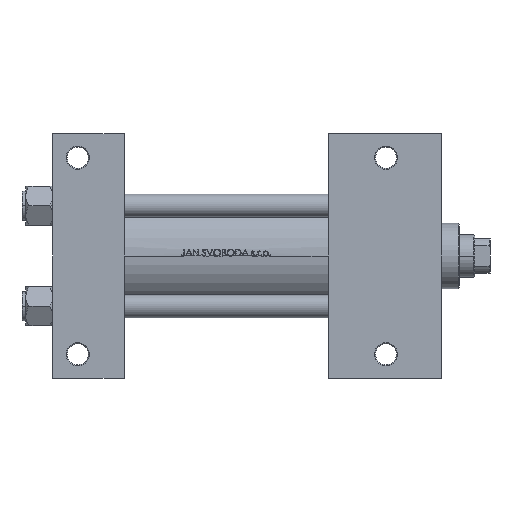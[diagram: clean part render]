
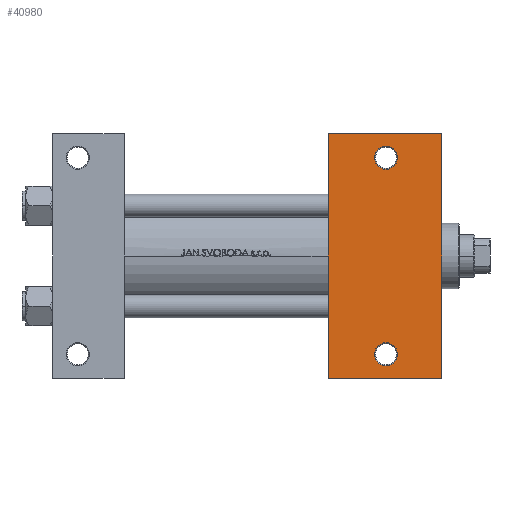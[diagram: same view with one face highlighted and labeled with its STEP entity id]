
A CAD part, front view. The second image highlights one B-rep face of the part: STEP entity #40980.
In plain terms, the highlighted face is planar.
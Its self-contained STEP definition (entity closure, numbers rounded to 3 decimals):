
#771 = ORIENTED_EDGE ( 'NONE', *, *, #45035, .T. ) ;
#788 = VERTEX_POINT ( 'NONE', #27356 ) ;
#1247 = DIRECTION ( 'NONE',  ( 0., 0., 1. ) ) ;
#1396 = DIRECTION ( 'NONE',  ( 0., 0., 1. ) ) ;
#1534 = CIRCLE ( 'NONE', #43680, 5.999 ) ;
#2204 = ORIENTED_EDGE ( 'NONE', *, *, #30127, .T. ) ;
#2360 = EDGE_LOOP ( 'NONE', ( #46084, #2204 ) ) ;
#3083 = CARTESIAN_POINT ( 'NONE',  ( 167., -51., -37.5 ) ) ;
#3662 = VERTEX_POINT ( 'NONE', #23025 ) ;
#5845 = EDGE_CURVE ( 'NONE', #788, #41488, #10371, .T. ) ;
#5888 = VERTEX_POINT ( 'NONE', #14362 ) ;
#6871 = DIRECTION ( 'NONE',  ( -1., 0., 0. ) ) ;
#8362 = AXIS2_PLACEMENT_3D ( 'NONE', #14121, #45241, #6871 ) ;
#8918 = EDGE_CURVE ( 'NONE', #29908, #41488, #12621, .T. ) ;
#9624 = DIRECTION ( 'NONE',  ( -1., 0., 0. ) ) ;
#10154 = CARTESIAN_POINT ( 'NONE',  ( 173., 51., -37.5 ) ) ;
#10371 = LINE ( 'NONE', #30293, #27104 ) ;
#10955 = CARTESIAN_POINT ( 'NONE',  ( 178.999, -51., -37.5 ) ) ;
#12621 = LINE ( 'NONE', #46012, #31166 ) ;
#13658 = VERTEX_POINT ( 'NONE', #3083 ) ;
#14121 = CARTESIAN_POINT ( 'NONE',  ( 173., -51., -37.5 ) ) ;
#14362 = CARTESIAN_POINT ( 'NONE',  ( 202., 63.5, -37.5 ) ) ;
#15103 = DIRECTION ( 'NONE',  ( -1., 0., 0. ) ) ;
#15511 = LINE ( 'NONE', #23714, #16721 ) ;
#16721 = VECTOR ( 'NONE', #22991, 1000. ) ;
#16729 = CARTESIAN_POINT ( 'NONE',  ( 178.999, 51., -37.5 ) ) ;
#17700 = ORIENTED_EDGE ( 'NONE', *, *, #8918, .T. ) ;
#17773 = CARTESIAN_POINT ( 'NONE',  ( 202., 37.5, -37.5 ) ) ;
#18329 = FACE_OUTER_BOUND ( 'NONE', #39680, .T. ) ;
#18585 = FACE_BOUND ( 'NONE', #2360, .T. ) ;
#19169 = ORIENTED_EDGE ( 'NONE', *, *, #5845, .F. ) ;
#19613 = DIRECTION ( 'NONE',  ( -1., 0., 0. ) ) ;
#19928 = EDGE_CURVE ( 'NONE', #28075, #13658, #47307, .T. ) ;
#21329 = AXIS2_PLACEMENT_3D ( 'NONE', #39499, #1396, #9624 ) ;
#21542 = EDGE_LOOP ( 'NONE', ( #23904, #47072 ) ) ;
#22588 = FACE_BOUND ( 'NONE', #21542, .T. ) ;
#22991 = DIRECTION ( 'NONE',  ( 1., 0., 0. ) ) ;
#23025 = CARTESIAN_POINT ( 'NONE',  ( 167., 51., -37.5 ) ) ;
#23219 = CARTESIAN_POINT ( 'NONE',  ( 173., 51., -37.5 ) ) ;
#23714 = CARTESIAN_POINT ( 'NONE',  ( 143., 63.5, -37.5 ) ) ;
#23904 = ORIENTED_EDGE ( 'NONE', *, *, #26550, .T. ) ;
#24194 = DIRECTION ( 'NONE',  ( -1., 0., 0. ) ) ;
#24986 = CARTESIAN_POINT ( 'NONE',  ( 202., -63.5, -37.5 ) ) ;
#25368 = DIRECTION ( 'NONE',  ( 0., 0., 1. ) ) ;
#25467 = AXIS2_PLACEMENT_3D ( 'NONE', #30028, #33511, #15103 ) ;
#26550 = EDGE_CURVE ( 'NONE', #13658, #28075, #28457, .T. ) ;
#27104 = VECTOR ( 'NONE', #37010, 1000. ) ;
#27356 = CARTESIAN_POINT ( 'NONE',  ( 143., 63.5, -37.5 ) ) ;
#28075 = VERTEX_POINT ( 'NONE', #10955 ) ;
#28457 = CIRCLE ( 'NONE', #21329, 5.999 ) ;
#29222 = DIRECTION ( 'NONE',  ( 0., -1., 0. ) ) ;
#29908 = VERTEX_POINT ( 'NONE', #24986 ) ;
#30028 = CARTESIAN_POINT ( 'NONE',  ( 202., 37.5, -37.5 ) ) ;
#30095 = CARTESIAN_POINT ( 'NONE',  ( 143., -63.5, -37.5 ) ) ;
#30127 = EDGE_CURVE ( 'NONE', #39446, #3662, #1534, .T. ) ;
#30293 = CARTESIAN_POINT ( 'NONE',  ( 143., 37.5, -37.5 ) ) ;
#31166 = VECTOR ( 'NONE', #19613, 1000. ) ;
#32362 = EDGE_CURVE ( 'NONE', #3662, #39446, #46016, .T. ) ;
#33511 = DIRECTION ( 'NONE',  ( 0., 0., -1. ) ) ;
#36438 = LINE ( 'NONE', #17773, #40525 ) ;
#37010 = DIRECTION ( 'NONE',  ( 0., -1., 0. ) ) ;
#37988 = PLANE ( 'NONE',  #25467 ) ;
#39280 = ORIENTED_EDGE ( 'NONE', *, *, #40076, .T. ) ;
#39446 = VERTEX_POINT ( 'NONE', #16729 ) ;
#39499 = CARTESIAN_POINT ( 'NONE',  ( 173., -51., -37.5 ) ) ;
#39636 = AXIS2_PLACEMENT_3D ( 'NONE', #10154, #25368, #40543 ) ;
#39680 = EDGE_LOOP ( 'NONE', ( #19169, #771, #39280, #17700 ) ) ;
#40076 = EDGE_CURVE ( 'NONE', #5888, #29908, #36438, .T. ) ;
#40525 = VECTOR ( 'NONE', #29222, 1000. ) ;
#40543 = DIRECTION ( 'NONE',  ( -1., 0., 0. ) ) ;
#40980 = ADVANCED_FACE ( 'NONE', ( #18585, #22588, #18329 ), #37988, .T. ) ;
#41488 = VERTEX_POINT ( 'NONE', #30095 ) ;
#43680 = AXIS2_PLACEMENT_3D ( 'NONE', #23219, #1247, #24194 ) ;
#45035 = EDGE_CURVE ( 'NONE', #788, #5888, #15511, .T. ) ;
#45241 = DIRECTION ( 'NONE',  ( 0., 0., 1. ) ) ;
#46012 = CARTESIAN_POINT ( 'NONE',  ( 143., -63.5, -37.5 ) ) ;
#46016 = CIRCLE ( 'NONE', #39636, 5.999 ) ;
#46084 = ORIENTED_EDGE ( 'NONE', *, *, #32362, .T. ) ;
#47072 = ORIENTED_EDGE ( 'NONE', *, *, #19928, .T. ) ;
#47307 = CIRCLE ( 'NONE', #8362, 5.999 ) ;
